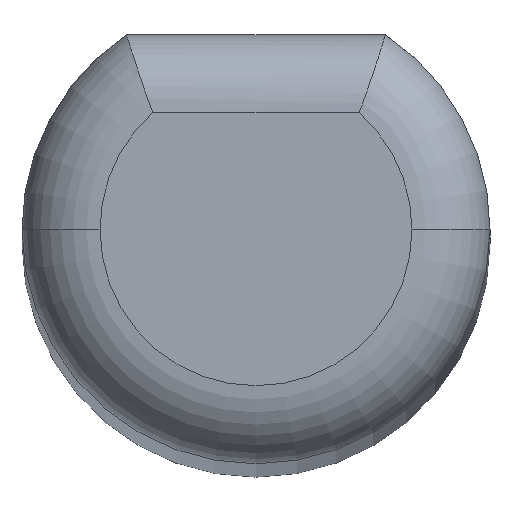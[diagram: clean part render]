
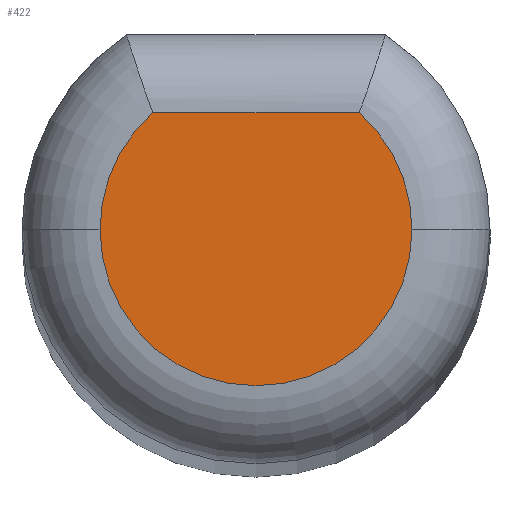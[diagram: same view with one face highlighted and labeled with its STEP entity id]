
A CAD part, top view. The second image highlights one B-rep face of the part: STEP entity #422.
In plain terms, the highlighted planar face has unit normal (0, 0, 1).
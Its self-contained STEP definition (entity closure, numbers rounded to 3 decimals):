
#14 = CARTESIAN_POINT ( 'NONE',  ( 40.625, 43.364, 115.12 ) ) ;
#24 = AXIS2_PLACEMENT_3D ( 'NONE', #166, #239, #137 ) ;
#39 = VECTOR ( 'NONE', #86, 1000. ) ;
#46 = CARTESIAN_POINT ( 'NONE',  ( 41.948, 41.864, 115.12 ) ) ;
#55 = ORIENTED_EDGE ( 'NONE', *, *, #70, .T. ) ;
#56 = CARTESIAN_POINT ( 'NONE',  ( 41.948, 41.864, 115.12 ) ) ;
#70 = EDGE_CURVE ( 'NONE', #361, #404, #334, .T. ) ;
#86 = DIRECTION ( 'NONE',  ( -1., 0., 0. ) ) ;
#102 = EDGE_CURVE ( 'NONE', #134, #187, #408, .T. ) ;
#113 = CARTESIAN_POINT ( 'NONE',  ( 41.948, 41.864, 115.12 ) ) ;
#123 = DIRECTION ( 'NONE',  ( -1., 0., 0. ) ) ;
#134 = VERTEX_POINT ( 'NONE', #406 ) ;
#137 = DIRECTION ( 'NONE',  ( -1., 0., 0. ) ) ;
#156 = ORIENTED_EDGE ( 'NONE', *, *, #102, .T. ) ;
#166 = CARTESIAN_POINT ( 'NONE',  ( 41.948, 41.864, 115.12 ) ) ;
#182 = FACE_OUTER_BOUND ( 'NONE', #426, .T. ) ;
#183 = ORIENTED_EDGE ( 'NONE', *, *, #325, .T. ) ;
#184 = DIRECTION ( 'NONE',  ( 0., 0., -1. ) ) ;
#187 = VERTEX_POINT ( 'NONE', #367 ) ;
#189 = CARTESIAN_POINT ( 'NONE',  ( 43.271, 43.364, 115.12 ) ) ;
#195 = CARTESIAN_POINT ( 'NONE',  ( 40.289, 43.364, 115.12 ) ) ;
#196 = AXIS2_PLACEMENT_3D ( 'NONE', #46, #223, #220 ) ;
#199 = EDGE_CURVE ( 'NONE', #404, #134, #353, .T. ) ;
#215 = ORIENTED_EDGE ( 'NONE', *, *, #199, .T. ) ;
#220 = DIRECTION ( 'NONE',  ( -1., 0., 0. ) ) ;
#223 = DIRECTION ( 'NONE',  ( 0., 0., 1. ) ) ;
#226 = DIRECTION ( 'NONE',  ( 0., 0., 1. ) ) ;
#239 = DIRECTION ( 'NONE',  ( 0., 0., 1. ) ) ;
#292 = PLANE ( 'NONE',  #303 ) ;
#298 = AXIS2_PLACEMENT_3D ( 'NONE', #56, #226, #123 ) ;
#303 = AXIS2_PLACEMENT_3D ( 'NONE', #113, #184, #322 ) ;
#322 = DIRECTION ( 'NONE',  ( -1., 0., 0. ) ) ;
#325 = EDGE_CURVE ( 'NONE', #187, #361, #410, .T. ) ;
#334 = LINE ( 'NONE', #195, #39 ) ;
#353 = CIRCLE ( 'NONE', #24, 2. ) ;
#361 = VERTEX_POINT ( 'NONE', #189 ) ;
#367 = CARTESIAN_POINT ( 'NONE',  ( 43.948, 41.864, 115.12 ) ) ;
#404 = VERTEX_POINT ( 'NONE', #14 ) ;
#406 = CARTESIAN_POINT ( 'NONE',  ( 39.948, 41.864, 115.12 ) ) ;
#408 = CIRCLE ( 'NONE', #298, 2. ) ;
#410 = CIRCLE ( 'NONE', #196, 2. ) ;
#422 = ADVANCED_FACE ( 'NONE', ( #182 ), #292, .F. ) ;
#426 = EDGE_LOOP ( 'NONE', ( #55, #215, #156, #183 ) ) ;
